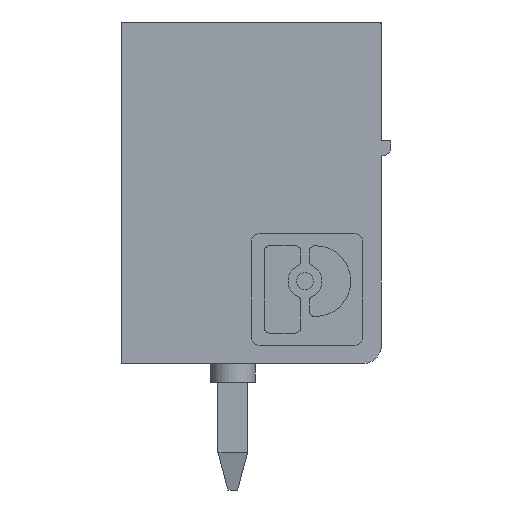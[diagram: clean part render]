
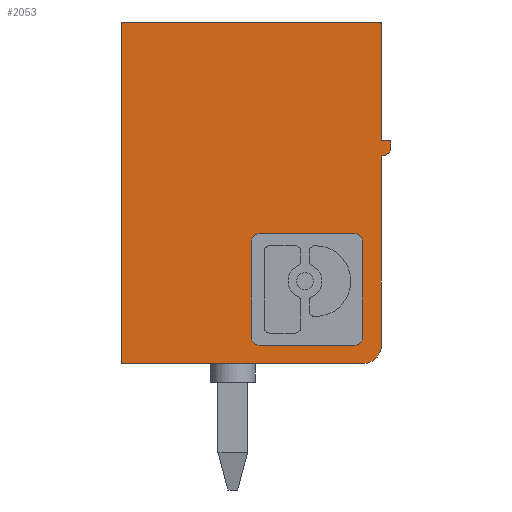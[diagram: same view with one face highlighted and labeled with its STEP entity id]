
A CAD part, left-side view. The second image highlights one B-rep face of the part: STEP entity #2053.
In plain terms, the highlighted planar face has unit normal (-1, 0, 0).
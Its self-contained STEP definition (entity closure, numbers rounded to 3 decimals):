
#1207 = VERTEX_POINT('',#1208);
#1208 = CARTESIAN_POINT('',(-4.2,3.005,9.25));
#1214 = EDGE_CURVE('',#1207,#1215,#1217,.T.);
#1215 = VERTEX_POINT('',#1216);
#1216 = CARTESIAN_POINT('',(-4.2,-3.895,9.25));
#1217 = LINE('',#1218,#1219);
#1218 = CARTESIAN_POINT('',(-4.2,3.005,9.25));
#1219 = VECTOR('',#1220,1.);
#1220 = DIRECTION('',(0.,-1.,0.));
#2004 = VERTEX_POINT('',#2005);
#2005 = CARTESIAN_POINT('',(-4.2,3.005,0.05));
#2011 = EDGE_CURVE('',#2004,#1207,#2012,.T.);
#2012 = LINE('',#2013,#2014);
#2013 = CARTESIAN_POINT('',(-4.2,3.005,0.05));
#2014 = VECTOR('',#2015,1.);
#2015 = DIRECTION('',(0.,0.,1.));
#2053 = ADVANCED_FACE('',(#2054,#2131),#2201,.F.);
#2054 = FACE_BOUND('',#2055,.T.);
#2055 = EDGE_LOOP('',(#2056,#2067,#2075,#2083,#2092,#2100,#2108,#2116,
    #2123,#2124,#2125));
#2056 = ORIENTED_EDGE('',*,*,#2057,.F.);
#2057 = EDGE_CURVE('',#2058,#2060,#2062,.T.);
#2058 = VERTEX_POINT('',#2059);
#2059 = CARTESIAN_POINT('',(-4.2,-3.995,0.55));
#2060 = VERTEX_POINT('',#2061);
#2061 = CARTESIAN_POINT('',(-4.2,-3.495,0.05));
#2062 = CIRCLE('',#2063,0.5);
#2063 = AXIS2_PLACEMENT_3D('',#2064,#2065,#2066);
#2064 = CARTESIAN_POINT('',(-4.2,-3.495,0.55));
#2065 = DIRECTION('',(1.,0.,0.));
#2066 = DIRECTION('',(0.,0.,1.));
#2067 = ORIENTED_EDGE('',*,*,#2068,.F.);
#2068 = EDGE_CURVE('',#2069,#2058,#2071,.T.);
#2069 = VERTEX_POINT('',#2070);
#2070 = CARTESIAN_POINT('',(-4.2,-3.995,5.65));
#2071 = LINE('',#2072,#2073);
#2072 = CARTESIAN_POINT('',(-4.2,-3.995,0.05));
#2073 = VECTOR('',#2074,1.);
#2074 = DIRECTION('',(0.,0.,-1.));
#2075 = ORIENTED_EDGE('',*,*,#2076,.T.);
#2076 = EDGE_CURVE('',#2069,#2077,#2079,.T.);
#2077 = VERTEX_POINT('',#2078);
#2078 = CARTESIAN_POINT('',(-4.2,-4.045,5.65));
#2079 = LINE('',#2080,#2081);
#2080 = CARTESIAN_POINT('',(-4.2,3.005,5.65));
#2081 = VECTOR('',#2082,1.);
#2082 = DIRECTION('',(0.,-1.,0.));
#2083 = ORIENTED_EDGE('',*,*,#2084,.F.);
#2084 = EDGE_CURVE('',#2085,#2077,#2087,.T.);
#2085 = VERTEX_POINT('',#2086);
#2086 = CARTESIAN_POINT('',(-4.2,-4.245,5.85));
#2087 = CIRCLE('',#2088,0.2);
#2088 = AXIS2_PLACEMENT_3D('',#2089,#2090,#2091);
#2089 = CARTESIAN_POINT('',(-4.2,-4.045,5.85));
#2090 = DIRECTION('',(1.,0.,0.));
#2091 = DIRECTION('',(0.,0.,1.));
#2092 = ORIENTED_EDGE('',*,*,#2093,.T.);
#2093 = EDGE_CURVE('',#2085,#2094,#2096,.T.);
#2094 = VERTEX_POINT('',#2095);
#2095 = CARTESIAN_POINT('',(-4.2,-4.245,6.05));
#2096 = LINE('',#2097,#2098);
#2097 = CARTESIAN_POINT('',(-4.2,-4.245,0.05));
#2098 = VECTOR('',#2099,1.);
#2099 = DIRECTION('',(0.,0.,1.));
#2100 = ORIENTED_EDGE('',*,*,#2101,.T.);
#2101 = EDGE_CURVE('',#2094,#2102,#2104,.T.);
#2102 = VERTEX_POINT('',#2103);
#2103 = CARTESIAN_POINT('',(-4.2,-3.995,6.05));
#2104 = LINE('',#2105,#2106);
#2105 = CARTESIAN_POINT('',(-4.2,3.005,6.05));
#2106 = VECTOR('',#2107,1.);
#2107 = DIRECTION('',(0.,1.,0.));
#2108 = ORIENTED_EDGE('',*,*,#2109,.T.);
#2109 = EDGE_CURVE('',#2102,#2110,#2112,.T.);
#2110 = VERTEX_POINT('',#2111);
#2111 = CARTESIAN_POINT('',(-4.2,-3.995,9.15));
#2112 = LINE('',#2113,#2114);
#2113 = CARTESIAN_POINT('',(-4.2,-3.995,0.05));
#2114 = VECTOR('',#2115,1.);
#2115 = DIRECTION('',(0.,0.,1.));
#2116 = ORIENTED_EDGE('',*,*,#2117,.F.);
#2117 = EDGE_CURVE('',#1215,#2110,#2118,.T.);
#2118 = CIRCLE('',#2119,0.1);
#2119 = AXIS2_PLACEMENT_3D('',#2120,#2121,#2122);
#2120 = CARTESIAN_POINT('',(-4.2,-3.895,9.15));
#2121 = DIRECTION('',(1.,0.,0.));
#2122 = DIRECTION('',(0.,0.,1.));
#2123 = ORIENTED_EDGE('',*,*,#1214,.F.);
#2124 = ORIENTED_EDGE('',*,*,#2011,.F.);
#2125 = ORIENTED_EDGE('',*,*,#2126,.F.);
#2126 = EDGE_CURVE('',#2060,#2004,#2127,.T.);
#2127 = LINE('',#2128,#2129);
#2128 = CARTESIAN_POINT('',(-4.2,3.005,0.05));
#2129 = VECTOR('',#2130,1.);
#2130 = DIRECTION('',(0.,1.,0.));
#2131 = FACE_BOUND('',#2132,.T.);
#2132 = EDGE_LOOP('',(#2133,#2143,#2152,#2160,#2169,#2177,#2186,#2194));
#2133 = ORIENTED_EDGE('',*,*,#2134,.T.);
#2134 = EDGE_CURVE('',#2135,#2137,#2139,.T.);
#2135 = VERTEX_POINT('',#2136);
#2136 = CARTESIAN_POINT('',(-4.2,-0.495,0.761));
#2137 = VERTEX_POINT('',#2138);
#2138 = CARTESIAN_POINT('',(-4.2,-0.495,3.339));
#2139 = LINE('',#2140,#2141);
#2140 = CARTESIAN_POINT('',(-4.2,-0.495,0.05));
#2141 = VECTOR('',#2142,1.);
#2142 = DIRECTION('',(0.,0.,1.));
#2143 = ORIENTED_EDGE('',*,*,#2144,.F.);
#2144 = EDGE_CURVE('',#2145,#2137,#2147,.T.);
#2145 = VERTEX_POINT('',#2146);
#2146 = CARTESIAN_POINT('',(-4.2,-0.706,3.55));
#2147 = CIRCLE('',#2148,0.211);
#2148 = AXIS2_PLACEMENT_3D('',#2149,#2150,#2151);
#2149 = CARTESIAN_POINT('',(-4.2,-0.706,3.339));
#2150 = DIRECTION('',(-1.,0.,0.));
#2151 = DIRECTION('',(0.,-1.,0.));
#2152 = ORIENTED_EDGE('',*,*,#2153,.T.);
#2153 = EDGE_CURVE('',#2145,#2154,#2156,.T.);
#2154 = VERTEX_POINT('',#2155);
#2155 = CARTESIAN_POINT('',(-4.2,-3.284,3.55));
#2156 = LINE('',#2157,#2158);
#2157 = CARTESIAN_POINT('',(-4.2,3.005,3.55));
#2158 = VECTOR('',#2159,1.);
#2159 = DIRECTION('',(0.,-1.,0.));
#2160 = ORIENTED_EDGE('',*,*,#2161,.F.);
#2161 = EDGE_CURVE('',#2162,#2154,#2164,.T.);
#2162 = VERTEX_POINT('',#2163);
#2163 = CARTESIAN_POINT('',(-4.2,-3.495,3.339));
#2164 = CIRCLE('',#2165,0.211);
#2165 = AXIS2_PLACEMENT_3D('',#2166,#2167,#2168);
#2166 = CARTESIAN_POINT('',(-4.2,-3.284,3.339));
#2167 = DIRECTION('',(-1.,0.,0.));
#2168 = DIRECTION('',(0.,-1.,0.));
#2169 = ORIENTED_EDGE('',*,*,#2170,.T.);
#2170 = EDGE_CURVE('',#2162,#2171,#2173,.T.);
#2171 = VERTEX_POINT('',#2172);
#2172 = CARTESIAN_POINT('',(-4.2,-3.495,0.761));
#2173 = LINE('',#2174,#2175);
#2174 = CARTESIAN_POINT('',(-4.2,-3.495,0.05));
#2175 = VECTOR('',#2176,1.);
#2176 = DIRECTION('',(0.,0.,-1.));
#2177 = ORIENTED_EDGE('',*,*,#2178,.F.);
#2178 = EDGE_CURVE('',#2179,#2171,#2181,.T.);
#2179 = VERTEX_POINT('',#2180);
#2180 = CARTESIAN_POINT('',(-4.2,-3.284,0.55));
#2181 = CIRCLE('',#2182,0.211);
#2182 = AXIS2_PLACEMENT_3D('',#2183,#2184,#2185);
#2183 = CARTESIAN_POINT('',(-4.2,-3.284,0.761));
#2184 = DIRECTION('',(-1.,0.,0.));
#2185 = DIRECTION('',(0.,-1.,0.));
#2186 = ORIENTED_EDGE('',*,*,#2187,.T.);
#2187 = EDGE_CURVE('',#2179,#2188,#2190,.T.);
#2188 = VERTEX_POINT('',#2189);
#2189 = CARTESIAN_POINT('',(-4.2,-0.706,0.55));
#2190 = LINE('',#2191,#2192);
#2191 = CARTESIAN_POINT('',(-4.2,3.005,0.55));
#2192 = VECTOR('',#2193,1.);
#2193 = DIRECTION('',(0.,1.,0.));
#2194 = ORIENTED_EDGE('',*,*,#2195,.F.);
#2195 = EDGE_CURVE('',#2135,#2188,#2196,.T.);
#2196 = CIRCLE('',#2197,0.211);
#2197 = AXIS2_PLACEMENT_3D('',#2198,#2199,#2200);
#2198 = CARTESIAN_POINT('',(-4.2,-0.706,0.761));
#2199 = DIRECTION('',(-1.,0.,0.));
#2200 = DIRECTION('',(0.,-1.,0.));
#2201 = PLANE('',#2202);
#2202 = AXIS2_PLACEMENT_3D('',#2203,#2204,#2205);
#2203 = CARTESIAN_POINT('',(-4.2,3.005,0.05));
#2204 = DIRECTION('',(1.,0.,0.));
#2205 = DIRECTION('',(0.,0.,1.));
